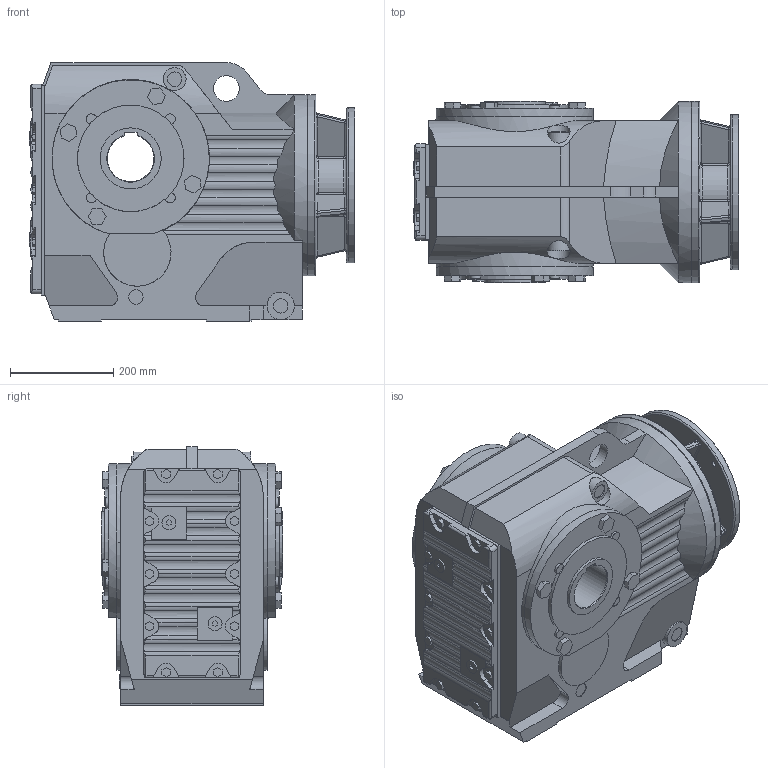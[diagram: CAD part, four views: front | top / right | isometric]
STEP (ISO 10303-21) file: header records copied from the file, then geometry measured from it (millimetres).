
FILE_DESCRIPTION(('STEP AP203'), '1');
FILE_NAME('凎劌膷闉 岍107 AM132', '', ('UNSPECIFIED'), ('UNSPECIFIED'), 'C3D Converter', 'C3D Toolkit', '');
FILE_SCHEMA(('CONFIG_CONTROL_DESIGN'));
Length unit declared in the file: millimetre
Bounding box: 629 x 350 x 500 mm (x, y, z)
Volume: 68920013.6 mm3; surface area: 1510839.5 mm2
Topology: 18 solids, 18 shells, 720 faces, 1817 edges, 1172 vertices
Faces by surface type: plane 395, cylinder 242, bspline 32, cone 26, torus 13, sphere 12
Full cylindrical faces by diameter (mm): 10.25 x4, 16 x2, 17.5 x4, 24 x4, 27 x5, 28 x6, 36 x1, 46 x1, 50 x1, 53 x2, 55 x1, 67.15 x2, 72 x1, 86 x1, 87.85 x2, 118 x2, 227 x1, 230 x1, 300 x1, 350 x2
Entity records: 36184 total; most frequent: CARTESIAN_POINT 13969, ORIENTED_EDGE 3432, DIRECTION 3133, EDGE_CURVE 1716, VERTEX_POINT 1148, AXIS2_PLACEMENT_3D 1045, LINE 1043, VECTOR 1043
